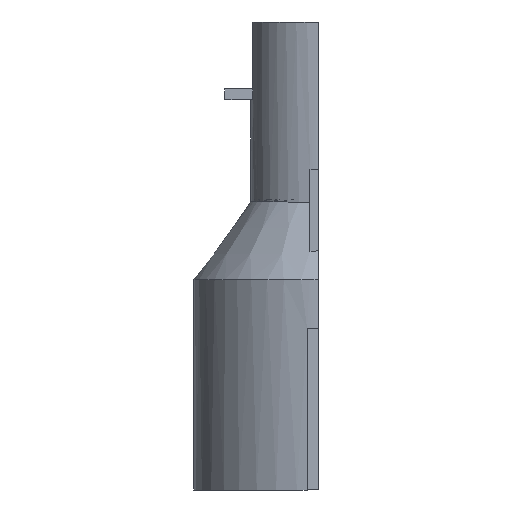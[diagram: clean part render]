
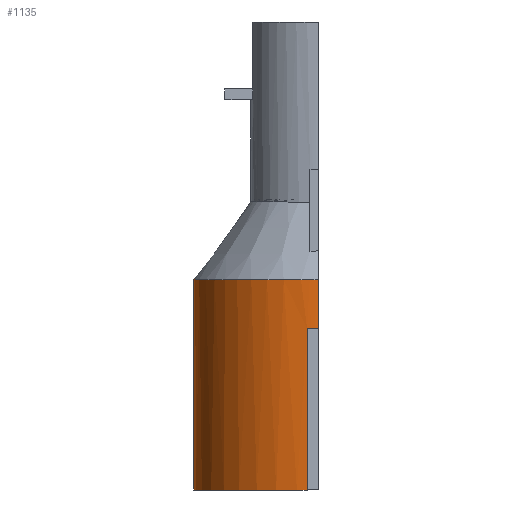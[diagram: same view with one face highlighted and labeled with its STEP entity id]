
A CAD part, left-side view. The second image highlights one B-rep face of the part: STEP entity #1135.
In plain terms, the highlighted cylindrical face has radius 28.005 mm (diameter 56.01 mm), a partial arc.
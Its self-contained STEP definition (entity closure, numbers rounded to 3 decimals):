
#47=CYLINDRICAL_SURFACE('',#1238,28.005);
#62=B_SPLINE_CURVE_WITH_KNOTS('',3,(#1711,#1712,#1713,#1714,#1715,#1716,
#1717,#1718,#1719,#1720,#1721,#1722,#1723,#1724,#1725,#1726,#1727,#1728),
 .UNSPECIFIED.,.F.,.F.,(4,2,2,2,2,2,2,2,4),(-4.166,-3.701,
-3.173,-2.644,-2.116,-1.587,
-1.058,-0.529,0.),.UNSPECIFIED.);
#91=CIRCLE('',#1185,28.005);
#93=CIRCLE('',#1188,28.005);
#94=CIRCLE('',#1191,28.005);
#163=FACE_OUTER_BOUND('',#232,.T.);
#232=EDGE_LOOP('',(#917,#918,#919,#920,#921,#922,#923,#924));
#303=LINE('',#1743,#396);
#323=LINE('',#1816,#416);
#346=LINE('',#1960,#439);
#347=LINE('',#1961,#440);
#396=VECTOR('',#1347,10.);
#416=VECTOR('',#1399,10.);
#439=VECTOR('',#1474,10.);
#440=VECTOR('',#1475,10.);
#471=VERTEX_POINT('',#1602);
#472=VERTEX_POINT('',#1604);
#475=VERTEX_POINT('',#1611);
#477=VERTEX_POINT('',#1615);
#480=VERTEX_POINT('',#1625);
#481=VERTEX_POINT('',#1627);
#483=VERTEX_POINT('',#1632);
#491=VERTEX_POINT('',#1707);
#586=EDGE_CURVE('',#471,#472,#91,.T.);
#592=EDGE_CURVE('',#475,#477,#93,.T.);
#597=EDGE_CURVE('',#481,#480,#94,.T.);
#609=EDGE_CURVE('',#491,#483,#62,.T.);
#617=EDGE_CURVE('',#472,#491,#303,.T.);
#644=EDGE_CURVE('',#477,#481,#323,.T.);
#684=EDGE_CURVE('',#483,#480,#346,.T.);
#685=EDGE_CURVE('',#475,#471,#347,.T.);
#917=ORIENTED_EDGE('',*,*,#684,.F.);
#918=ORIENTED_EDGE('',*,*,#609,.F.);
#919=ORIENTED_EDGE('',*,*,#617,.F.);
#920=ORIENTED_EDGE('',*,*,#586,.F.);
#921=ORIENTED_EDGE('',*,*,#685,.F.);
#922=ORIENTED_EDGE('',*,*,#592,.T.);
#923=ORIENTED_EDGE('',*,*,#644,.T.);
#924=ORIENTED_EDGE('',*,*,#597,.T.);
#1135=ADVANCED_FACE('',(#163),#47,.T.);
#1185=AXIS2_PLACEMENT_3D('',#1605,#1306,#1307);
#1188=AXIS2_PLACEMENT_3D('',#1617,#1316,#1317);
#1191=AXIS2_PLACEMENT_3D('',#1628,#1326,#1327);
#1238=AXIS2_PLACEMENT_3D('',#1959,#1472,#1473);
#1306=DIRECTION('center_axis',(1.,0.,0.));
#1307=DIRECTION('ref_axis',(0.,0.,
-1.));
#1316=DIRECTION('center_axis',(1.,0.,0.));
#1317=DIRECTION('ref_axis',(0.,0.,
-1.));
#1326=DIRECTION('center_axis',(-1.,0.,0.));
#1327=DIRECTION('ref_axis',(0.,0.,
-1.));
#1347=DIRECTION('',(-1.,0.,0.));
#1399=DIRECTION('',(-1.,0.,0.));
#1472=DIRECTION('center_axis',(-1.,0.,0.));
#1473=DIRECTION('ref_axis',(0.,0.,
-1.));
#1474=DIRECTION('',(1.,0.,0.));
#1475=DIRECTION('',(1.,0.,0.));
#1602=CARTESIAN_POINT('',(35.,0.,80.965));
#1604=CARTESIAN_POINT('',(35.,28.,108.43));
#1605=CARTESIAN_POINT('Origin',(35.,0.,108.97));
#1611=CARTESIAN_POINT('',(35.,0.,80.965));
#1615=CARTESIAN_POINT('',(35.,2.5,81.077));
#1617=CARTESIAN_POINT('Origin',(35.,0.,108.97));
#1625=CARTESIAN_POINT('',(-1.222,0.,80.965));
#1627=CARTESIAN_POINT('',(-1.222,2.5,81.077));
#1628=CARTESIAN_POINT('Origin',(-1.222,0.,
108.97));
#1632=CARTESIAN_POINT('',(-12.25,0.,80.965));
#1707=CARTESIAN_POINT('',(-12.372,28.,108.43));
#1711=CARTESIAN_POINT('Ctrl Pts',(-12.372,28.,108.43));
#1712=CARTESIAN_POINT('Ctrl Pts',(-12.365,27.97,106.867));
#1713=CARTESIAN_POINT('Ctrl Pts',(-12.358,27.806,105.264));
#1714=CARTESIAN_POINT('Ctrl Pts',(-12.343,27.149,101.856));
#1715=CARTESIAN_POINT('Ctrl Pts',(-12.335,26.614,100.054));
#1716=CARTESIAN_POINT('Ctrl Pts',(-12.319,25.192,96.596));
#1717=CARTESIAN_POINT('Ctrl Pts',(-12.312,24.306,94.938));
#1718=CARTESIAN_POINT('Ctrl Pts',(-12.298,22.255,91.87));
#1719=CARTESIAN_POINT('Ctrl Pts',(-12.292,21.09,90.461));
#1720=CARTESIAN_POINT('Ctrl Pts',(-12.281,18.604,87.963));
#1721=CARTESIAN_POINT('Ctrl Pts',(-12.276,17.197,86.79));
#1722=CARTESIAN_POINT('Ctrl Pts',(-12.267,14.133,84.722));
#1723=CARTESIAN_POINT('Ctrl Pts',(-12.263,12.476,83.828));
#1724=CARTESIAN_POINT('Ctrl Pts',(-12.257,9.018,82.391));
#1725=CARTESIAN_POINT('Ctrl Pts',(-12.254,7.214,81.847));
#1726=CARTESIAN_POINT('Ctrl Pts',(-12.251,3.587,81.134));
#1727=CARTESIAN_POINT('Ctrl Pts',(-12.25,1.764,80.965));
#1728=CARTESIAN_POINT('Ctrl Pts',(-12.25,0.,80.965));
#1743=CARTESIAN_POINT('',(35.,28.,108.43));
#1816=CARTESIAN_POINT('',(35.,2.5,81.077));
#1959=CARTESIAN_POINT('Origin',(35.,0.,108.97));
#1960=CARTESIAN_POINT('',(35.,0.,80.965));
#1961=CARTESIAN_POINT('',(35.,0.,80.965));
